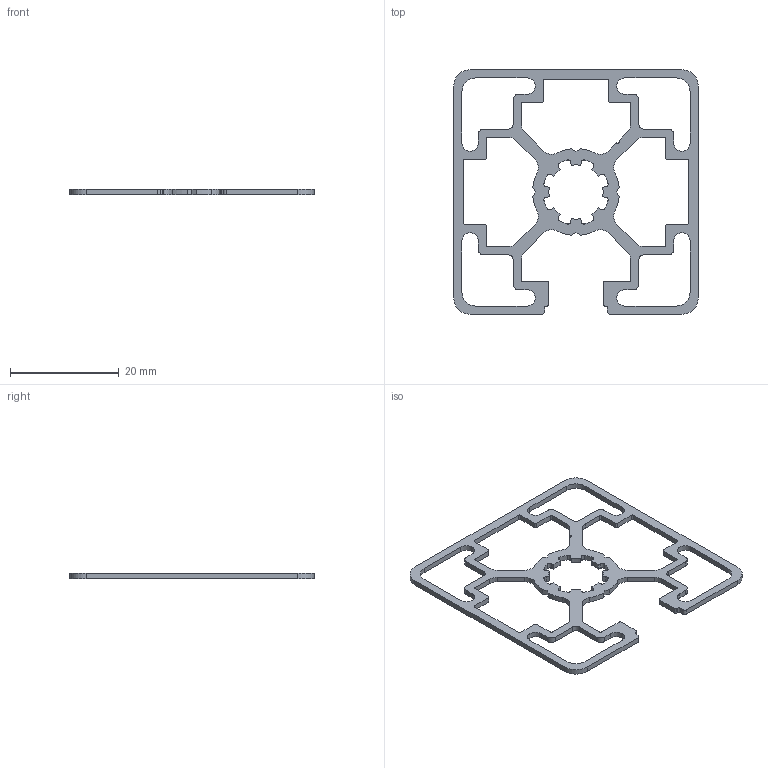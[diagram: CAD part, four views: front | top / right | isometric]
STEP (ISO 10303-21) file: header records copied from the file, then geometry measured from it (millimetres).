
FILE_DESCRIPTION(/* description */ ('BSB Aluminum Profile 45x45-LU'),/* implementation_level */ '2;1');
FILE_NAME(/* name */ '1007527.ipt.stp',/* time_stamp */ '2020-04-01T16:46:07+02:00',/* author */ ('davee'),/* organization */ (''),/* preprocessor_version */ 'ST-DEVELOPER v16.5',/* originating_system */ 'Autodesk Inventor 2017',/* authorisation */ '');
FILE_SCHEMA (('AUTOMOTIVE_DESIGN { 1 0 10303 214 3 1 1 }'));
Length unit declared in the file: millimetre
Products named in the file (1): 1007527
Bounding box: 45 x 45 x 1 mm (x, y, z)
Volume: 606.3 mm3; surface area: 1862.6 mm2
Topology: 1 solids, 1 shells, 208 faces, 618 edges, 412 vertices
Faces by surface type: cylinder 112, plane 96
Entity records: 7108 total; most frequent: DIRECTION 1260, CARTESIAN_POINT 1239, ORIENTED_EDGE 1236, EDGE_CURVE 618, AXIS2_PLACEMENT_3D 433, VERTEX_POINT 412, LINE 394, VECTOR 394
